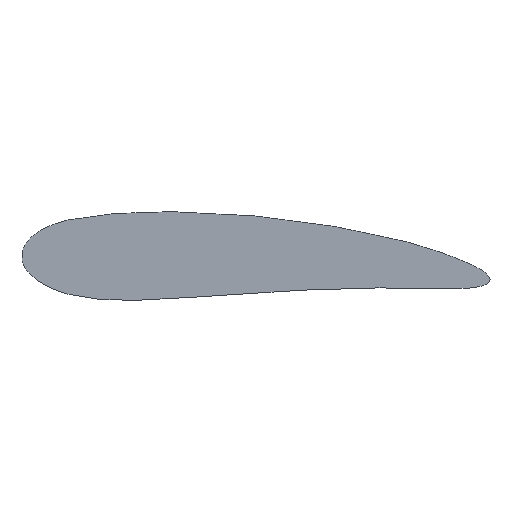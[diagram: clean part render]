
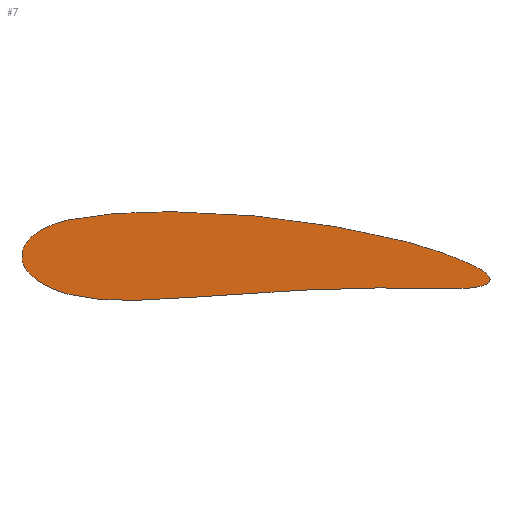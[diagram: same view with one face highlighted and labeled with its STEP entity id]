
A CAD part, top view. The second image highlights one B-rep face of the part: STEP entity #7.
In plain terms, the highlighted planar face has unit normal (0, 0, -1).
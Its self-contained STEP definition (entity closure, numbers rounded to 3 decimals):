
#1 = CARTESIAN_POINT ( 'NONE',  ( 260.99, -17.272, 0. ) ) ;
#7 = ADVANCED_FACE ( 'NONE', ( #160 ), #25, .T. ) ;
#10 = CARTESIAN_POINT ( 'NONE',  ( -33.516, 18.983, 0. ) ) ;
#11 = CARTESIAN_POINT ( 'NONE',  ( 235.02, -25.31, 0. ) ) ;
#12 = CARTESIAN_POINT ( 'NONE',  ( 44.197, 36.256, 0. ) ) ;
#14 = CARTESIAN_POINT ( 'NONE',  ( 235.02, -25.31, 0. ) ) ;
#15 = CARTESIAN_POINT ( 'NONE',  ( -38.617, -24.736, 0. ) ) ;
#19 = CARTESIAN_POINT ( 'NONE',  ( 235.02, -25.31, 0. ) ) ;
#20 = CARTESIAN_POINT ( 'NONE',  ( 261.255, -20.812, 0. ) ) ;
#21 = CARTESIAN_POINT ( 'NONE',  ( -54.411, -11.224, 0. ) ) ;
#22 = CARTESIAN_POINT ( 'NONE',  ( -56.105, -0.055, 0. ) ) ;
#24 = CARTESIAN_POINT ( 'NONE',  ( -50.884, 8.828, 0. ) ) ;
#25 = PLANE ( 'NONE',  #145 ) ;
#28 = EDGE_CURVE ( 'NONE', #104, #48, #29, .T. ) ;
#29 = B_SPLINE_CURVE_WITH_KNOTS ( 'NONE', 3,
 ( #110, #12, #150, #38 ),
 .UNSPECIFIED., .F., .F.,
 ( 4, 4 ),
 ( 0., 1. ),
 .UNSPECIFIED. ) ;
#32 = CARTESIAN_POINT ( 'NONE',  ( 257.206, -23.42, 0. ) ) ;
#33 = CARTESIAN_POINT ( 'NONE',  ( -44.083, 14.11, 0. ) ) ;
#35 = CARTESIAN_POINT ( 'NONE',  ( -54.226, 4.489, 0. ) ) ;
#37 = CARTESIAN_POINT ( 'NONE',  ( 259.32, -15.328, 0. ) ) ;
#38 = CARTESIAN_POINT ( 'NONE',  ( 249.857, -9.446, 0. ) ) ;
#41 = EDGE_CURVE ( 'NONE', #71, #116, #54, .T. ) ;
#45 = EDGE_CURVE ( 'NONE', #104, #71, #117, .T. ) ;
#47 = ORIENTED_EDGE ( 'NONE', *, *, #45, .F. ) ;
#48 = VERTEX_POINT ( 'NONE', #131 ) ;
#49 = ORIENTED_EDGE ( 'NONE', *, *, #41, .F. ) ;
#50 = CARTESIAN_POINT ( 'NONE',  ( -55.148, 2.69, 0. ) ) ;
#53 = CARTESIAN_POINT ( 'NONE',  ( -26.198, 21.021, 0. ) ) ;
#54 = B_SPLINE_CURVE_WITH_KNOTS ( 'NONE', 3,
 ( #121, #177, #164, #11 ),
 .UNSPECIFIED., .F., .F.,
 ( 4, 4 ),
 ( 0., 1. ),
 .UNSPECIFIED. ) ;
#55 = CARTESIAN_POINT ( 'NONE',  ( -23.789, -29.56, 0. ) ) ;
#56 = CARTESIAN_POINT ( 'NONE',  ( 256.767, -13.3, 0. ) ) ;
#57 = CARTESIAN_POINT ( 'NONE',  ( 261.405, -18.108, 0. ) ) ;
#63 = CARTESIAN_POINT ( 'NONE',  ( 250.698, -9.847, 0. ) ) ;
#64 = CARTESIAN_POINT ( 'NONE',  ( -26.198, 21.021, 0. ) ) ;
#66 = CARTESIAN_POINT ( 'NONE',  ( 252.365, -10.679, 0. ) ) ;
#68 = CARTESIAN_POINT ( 'NONE',  ( -26.198, 21.021, 0. ) ) ;
#71 = VERTEX_POINT ( 'NONE', #55 ) ;
#73 = EDGE_LOOP ( 'NONE', ( #158, #115, #49, #47 ) ) ;
#75 = CARTESIAN_POINT ( 'NONE',  ( -53.059, 6.254, 0. ) ) ;
#77 = CARTESIAN_POINT ( 'NONE',  ( -52.16, 7.41, 0. ) ) ;
#79 = CARTESIAN_POINT ( 'NONE',  ( -47.066, -19.459, 0. ) ) ;
#88 = CARTESIAN_POINT ( 'NONE',  ( 245.265, -25.249, 0. ) ) ;
#89 = CARTESIAN_POINT ( 'NONE',  ( 261.612, -18.778, 0. ) ) ;
#91 = CARTESIAN_POINT ( 'NONE',  ( 249.857, -9.446, 0. ) ) ;
#93 = CARTESIAN_POINT ( 'NONE',  ( 261.675, -19.479, 0. ) ) ;
#94 = B_SPLINE_CURVE_WITH_KNOTS ( 'NONE', 3,
 ( #91, #63, #66, #118, #56, #171, #37, #111, #1, #57, #89, #93, #143, #20, #100, #154, #159, #32, #140, #130, #139, #169, #88, #156, #142, #19 ),
 .UNSPECIFIED., .F., .F.,
 ( 4, 1, 1, 1, 1, 1, 1, 1, 1, 1, 1, 1, 1, 1, 1, 1, 1, 1, 1, 1, 1, 1, 1, 4 ),
 ( 0., 0.063, 0.125, 0.188, 0.219, 0.25, 0.281, 0.313, 0.328, 0.344, 0.359, 0.375, 0.391, 0.406, 0.438, 0.469, 0.5, 0.531, 0.563, 0.625, 0.688, 0.75, 0.875, 1. ),
 .UNSPECIFIED. ) ;
#95 = CARTESIAN_POINT ( 'NONE',  ( -56.304, -5.646, 0. ) ) ;
#97 = CARTESIAN_POINT ( 'NONE',  ( -54.718, 3.594, 0. ) ) ;
#100 = CARTESIAN_POINT ( 'NONE',  ( 260.68, -21.551, 0. ) ) ;
#104 = VERTEX_POINT ( 'NONE', #53 ) ;
#105 = CARTESIAN_POINT ( 'NONE',  ( -56.417, -1.91, 0. ) ) ;
#108 = CARTESIAN_POINT ( 'NONE',  ( -53.673, 5.376, 0. ) ) ;
#110 = CARTESIAN_POINT ( 'NONE',  ( -26.198, 21.021, 0. ) ) ;
#111 = CARTESIAN_POINT ( 'NONE',  ( 260.296, -16.331, 0. ) ) ;
#115 = ORIENTED_EDGE ( 'NONE', *, *, #170, .T. ) ;
#116 = VERTEX_POINT ( 'NONE', #14 ) ;
#117 = B_SPLINE_CURVE_WITH_KNOTS ( 'NONE', 3,
 ( #64, #119, #10, #122, #33, #148, #146, #24, #77, #75, #108, #35, #97, #50, #163, #22, #105, #172, #95, #135, #21, #176, #79, #15, #125, #134 ),
 .UNSPECIFIED., .F., .F.,
 ( 4, 1, 1, 1, 1, 1, 1, 1, 1, 1, 1, 1, 1, 1, 1, 1, 1, 1, 1, 1, 1, 1, 1, 4 ),
 ( 0., 0.063, 0.125, 0.188, 0.219, 0.25, 0.281, 0.313, 0.328, 0.344, 0.359, 0.375, 0.391, 0.406, 0.438, 0.469, 0.5, 0.531, 0.563, 0.625, 0.688, 0.75, 0.875, 1. ),
 .UNSPECIFIED. ) ;
#118 = CARTESIAN_POINT ( 'NONE',  ( 254.806, -12.041, 0. ) ) ;
#119 = CARTESIAN_POINT ( 'NONE',  ( -28.743, 20.391, 0. ) ) ;
#121 = CARTESIAN_POINT ( 'NONE',  ( -23.789, -29.56, 0. ) ) ;
#122 = CARTESIAN_POINT ( 'NONE',  ( -39.717, 16.479, 0. ) ) ;
#125 = CARTESIAN_POINT ( 'NONE',  ( -29.181, -28.137, 0. ) ) ;
#130 = CARTESIAN_POINT ( 'NONE',  ( 254.054, -24.251, 0. ) ) ;
#131 = CARTESIAN_POINT ( 'NONE',  ( 249.857, -9.446, 0. ) ) ;
#134 = CARTESIAN_POINT ( 'NONE',  ( -23.789, -29.56, 0. ) ) ;
#135 = CARTESIAN_POINT ( 'NONE',  ( -55.737, -8.136, 0. ) ) ;
#136 = DIRECTION ( 'NONE',  ( 0.994, -0.11, 0. ) ) ;
#139 = CARTESIAN_POINT ( 'NONE',  ( 251.758, -24.647, 0. ) ) ;
#140 = CARTESIAN_POINT ( 'NONE',  ( 255.867, -23.819, 0. ) ) ;
#142 = CARTESIAN_POINT ( 'NONE',  ( 236.883, -25.355, 0. ) ) ;
#143 = CARTESIAN_POINT ( 'NONE',  ( 261.553, -20.174, 0. ) ) ;
#145 = AXIS2_PLACEMENT_3D ( 'NONE', #68, #161, #136 ) ;
#146 = CARTESIAN_POINT ( 'NONE',  ( -49.11, 10.479, 0. ) ) ;
#148 = CARTESIAN_POINT ( 'NONE',  ( -47.094, 12.072, 0. ) ) ;
#150 = CARTESIAN_POINT ( 'NONE',  ( 187.992, 20.093, 0. ) ) ;
#154 = CARTESIAN_POINT ( 'NONE',  ( 259.754, -22.272, 0. ) ) ;
#156 = CARTESIAN_POINT ( 'NONE',  ( 240.609, -25.39, 0. ) ) ;
#158 = ORIENTED_EDGE ( 'NONE', *, *, #28, .T. ) ;
#159 = CARTESIAN_POINT ( 'NONE',  ( 258.512, -22.918, 0. ) ) ;
#160 = FACE_OUTER_BOUND ( 'NONE', #73, .T. ) ;
#161 = DIRECTION ( 'NONE',  ( 0., 0., -1. ) ) ;
#163 = CARTESIAN_POINT ( 'NONE',  ( -55.642, 1.477, 0. ) ) ;
#164 = CARTESIAN_POINT ( 'NONE',  ( 90.528, -21.858, 0. ) ) ;
#169 = CARTESIAN_POINT ( 'NONE',  ( 248.981, -24.968, 0. ) ) ;
#170 = EDGE_CURVE ( 'NONE', #48, #116, #94, .T. ) ;
#171 = CARTESIAN_POINT ( 'NONE',  ( 258.258, -14.419, 0. ) ) ;
#172 = CARTESIAN_POINT ( 'NONE',  ( -56.483, -3.777, 0. ) ) ;
#176 = CARTESIAN_POINT ( 'NONE',  ( -51.831, -14.837, 0. ) ) ;
#177 = CARTESIAN_POINT ( 'NONE',  ( 22.72, -41.584, 0. ) ) ;
